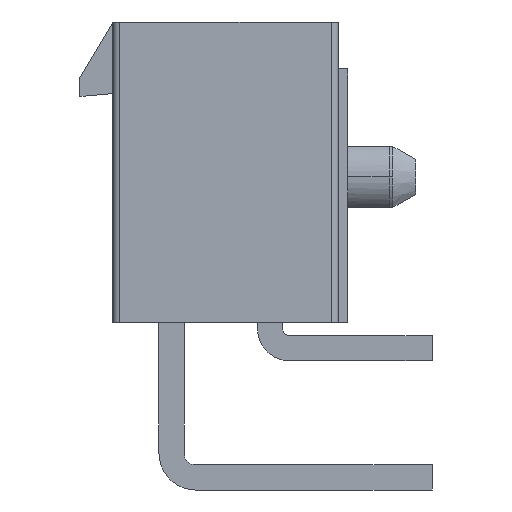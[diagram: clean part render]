
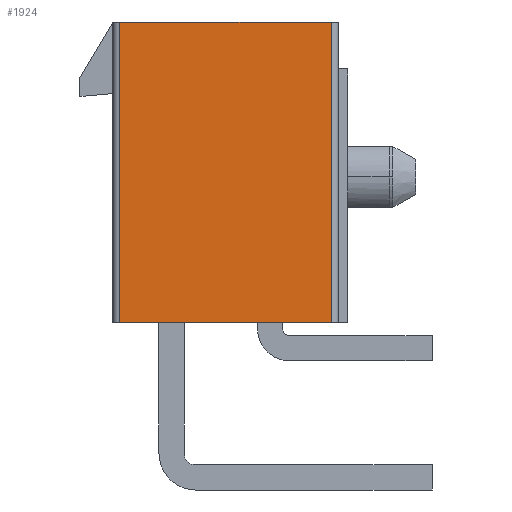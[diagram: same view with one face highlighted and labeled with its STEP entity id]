
A CAD part, left-side view. The second image highlights one B-rep face of the part: STEP entity #1924.
In plain terms, the highlighted planar face has unit normal (-1, 0, 0).
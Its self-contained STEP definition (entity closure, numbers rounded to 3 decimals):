
#189 = CARTESIAN_POINT ( 'NONE',  ( -6.9, 9.7, 0. ) ) ;
#223 = VERTEX_POINT ( 'NONE', #864 ) ;
#393 = DIRECTION ( 'NONE',  ( 0., 0., 1. ) ) ;
#460 = LINE ( 'NONE', #2684, #5725 ) ;
#864 = CARTESIAN_POINT ( 'NONE',  ( -6.9, 9.7, -12.8 ) ) ;
#912 = LINE ( 'NONE', #969, #3798 ) ;
#969 = CARTESIAN_POINT ( 'NONE',  ( -6.9, 0.7, -12.8 ) ) ;
#1279 = EDGE_CURVE ( 'NONE', #5210, #4428, #4480, .T. ) ;
#1311 = LINE ( 'NONE', #3076, #5280 ) ;
#1770 = ORIENTED_EDGE ( 'NONE', *, *, #2280, .F. ) ;
#1895 = CARTESIAN_POINT ( 'NONE',  ( -6.9, 0.4, 0. ) ) ;
#1922 = DIRECTION ( 'NONE',  ( -1., 0., 0. ) ) ;
#1924 = ADVANCED_FACE ( 'NONE', ( #5123 ), #2331, .T. ) ;
#2103 = EDGE_LOOP ( 'NONE', ( #1770, #2681, #4456, #3030 ) ) ;
#2280 = EDGE_CURVE ( 'NONE', #3156, #223, #912, .T. ) ;
#2331 = PLANE ( 'NONE',  #2964 ) ;
#2659 = DIRECTION ( 'NONE',  ( 0., 0., 1. ) ) ;
#2681 = ORIENTED_EDGE ( 'NONE', *, *, #3406, .T. ) ;
#2684 = CARTESIAN_POINT ( 'NONE',  ( -6.9, 0.7, -12.8 ) ) ;
#2804 = CARTESIAN_POINT ( 'NONE',  ( -6.9, 0.7, -12.8 ) ) ;
#2964 = AXIS2_PLACEMENT_3D ( 'NONE', #1895, #1922, #5619 ) ;
#3030 = ORIENTED_EDGE ( 'NONE', *, *, #3889, .F. ) ;
#3076 = CARTESIAN_POINT ( 'NONE',  ( -6.9, 9.7, -12.8 ) ) ;
#3156 = VERTEX_POINT ( 'NONE', #2804 ) ;
#3159 = DIRECTION ( 'NONE',  ( 0., 1., 0. ) ) ;
#3406 = EDGE_CURVE ( 'NONE', #3156, #5210, #460, .T. ) ;
#3546 = VECTOR ( 'NONE', #4905, 1000. ) ;
#3798 = VECTOR ( 'NONE', #3159, 1000. ) ;
#3889 = EDGE_CURVE ( 'NONE', #223, #4428, #1311, .T. ) ;
#4234 = CARTESIAN_POINT ( 'NONE',  ( -6.9, 0.7, 0. ) ) ;
#4428 = VERTEX_POINT ( 'NONE', #189 ) ;
#4456 = ORIENTED_EDGE ( 'NONE', *, *, #1279, .T. ) ;
#4480 = LINE ( 'NONE', #5758, #3546 ) ;
#4905 = DIRECTION ( 'NONE',  ( 0., 1., 0. ) ) ;
#5123 = FACE_OUTER_BOUND ( 'NONE', #2103, .T. ) ;
#5210 = VERTEX_POINT ( 'NONE', #4234 ) ;
#5280 = VECTOR ( 'NONE', #393, 1000. ) ;
#5619 = DIRECTION ( 'NONE',  ( 0., 0., 1. ) ) ;
#5725 = VECTOR ( 'NONE', #2659, 1000. ) ;
#5758 = CARTESIAN_POINT ( 'NONE',  ( -6.9, 0.7, 0. ) ) ;
